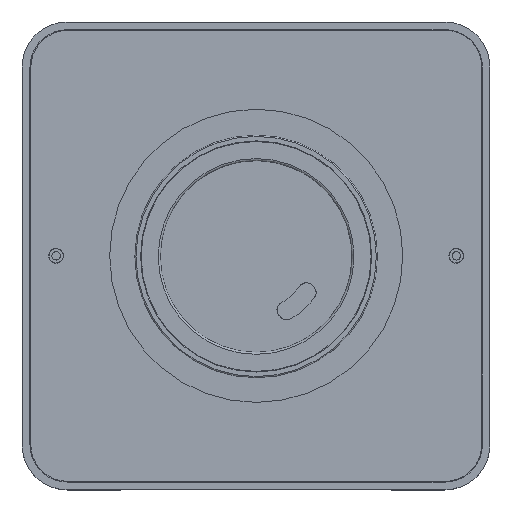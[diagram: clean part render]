
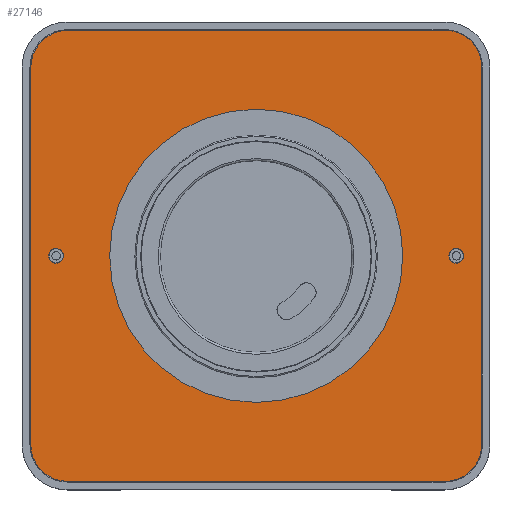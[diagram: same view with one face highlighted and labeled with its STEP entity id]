
A CAD part, top view. The second image highlights one B-rep face of the part: STEP entity #27146.
In plain terms, the highlighted planar face has unit normal (0, 0, 1).
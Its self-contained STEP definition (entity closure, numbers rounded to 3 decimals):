
#27011=CARTESIAN_POINT('',(41.5,41.5,20.));
#27012=DIRECTION('',(0.,0.,-1.));
#27013=DIRECTION('',(-1.,0.,0.));
#27014=AXIS2_PLACEMENT_3D('',#27011,#27012,#27013);
#27015=PLANE('',#27014);
#27016=CARTESIAN_POINT('',(81.535,75.143,20.));
#27017=VERTEX_POINT('',#27016);
#27018=CARTESIAN_POINT('',(81.535,8.013,20.));
#27019=VERTEX_POINT('',#27018);
#27020=CARTESIAN_POINT('',(81.535,75.143,20.));
#27021=DIRECTION('',(0.,-1.,0.));
#27022=VECTOR('',#27021,67.13);
#27023=LINE('',#27020,#27022);
#27024=EDGE_CURVE('',#27017,#27019,#27023,.T.);
#27025=ORIENTED_EDGE('',*,*,#27024,.F.);
#27026=CARTESIAN_POINT('',(75.164,81.513,20.));
#27027=VERTEX_POINT('',#27026);
#27028=CARTESIAN_POINT('',(75.164,75.143,20.));
#27029=DIRECTION('',(0.,0.,-1.));
#27030=DIRECTION('',(0.,1.,0.));
#27031=AXIS2_PLACEMENT_3D('',#27028,#27029,#27030);
#27032=CIRCLE('',#27031,6.37);
#27033=EDGE_CURVE('',#27027,#27017,#27032,.T.);
#27034=ORIENTED_EDGE('',*,*,#27033,.F.);
#27035=CARTESIAN_POINT('',(8.035,81.513,20.));
#27036=VERTEX_POINT('',#27035);
#27037=CARTESIAN_POINT('',(8.035,81.513,20.));
#27038=DIRECTION('',(1.,0.,-0.));
#27039=VECTOR('',#27038,67.13);
#27040=LINE('',#27037,#27039);
#27041=EDGE_CURVE('',#27036,#27027,#27040,.T.);
#27042=ORIENTED_EDGE('',*,*,#27041,.F.);
#27043=CARTESIAN_POINT('',(1.535,74.905,20.));
#27044=VERTEX_POINT('',#27043);
#27045=CARTESIAN_POINT('',(8.144,74.905,20.));
#27046=DIRECTION('',(0.,0.,-1.));
#27047=DIRECTION('',(-1.,0.,0.));
#27048=AXIS2_PLACEMENT_3D('',#27045,#27046,#27047);
#27049=CIRCLE('',#27048,6.609);
#27050=EDGE_CURVE('',#27044,#27036,#27049,.T.);
#27051=ORIENTED_EDGE('',*,*,#27050,.F.);
#27052=CARTESIAN_POINT('',(1.535,8.013,20.));
#27053=VERTEX_POINT('',#27052);
#27054=CARTESIAN_POINT('',(1.535,8.013,20.));
#27055=DIRECTION('',(0.,1.,0.));
#27056=VECTOR('',#27055,66.892);
#27057=LINE('',#27054,#27056);
#27058=EDGE_CURVE('',#27053,#27044,#27057,.T.);
#27059=ORIENTED_EDGE('',*,*,#27058,.F.);
#27060=CARTESIAN_POINT('',(8.035,1.513,20.));
#27061=VERTEX_POINT('',#27060);
#27062=CARTESIAN_POINT('',(8.035,8.013,20.));
#27063=DIRECTION('',(0.,0.,-1.));
#27064=DIRECTION('',(0.,-1.,0.));
#27065=AXIS2_PLACEMENT_3D('',#27062,#27063,#27064);
#27066=CIRCLE('',#27065,6.5);
#27067=EDGE_CURVE('',#27061,#27053,#27066,.T.);
#27068=ORIENTED_EDGE('',*,*,#27067,.F.);
#27069=CARTESIAN_POINT('',(74.926,1.513,20.));
#27070=VERTEX_POINT('',#27069);
#27071=CARTESIAN_POINT('',(74.926,1.513,20.));
#27072=DIRECTION('',(-1.,-0.,0.));
#27073=VECTOR('',#27072,66.892);
#27074=LINE('',#27071,#27073);
#27075=EDGE_CURVE('',#27070,#27061,#27074,.T.);
#27076=ORIENTED_EDGE('',*,*,#27075,.F.);
#27077=CARTESIAN_POINT('',(75.034,8.013,20.));
#27078=DIRECTION('',(0.,0.,-1.));
#27079=DIRECTION('',(1.,0.,0.));
#27080=AXIS2_PLACEMENT_3D('',#27077,#27078,#27079);
#27081=CIRCLE('',#27080,6.501);
#27082=EDGE_CURVE('',#27019,#27070,#27081,.T.);
#27083=ORIENTED_EDGE('',*,*,#27082,.F.);
#27084=EDGE_LOOP('',(#27025,#27034,#27042,#27051,#27059,#27068,#27076,#27083));
#27085=FACE_BOUND('',#27084,.T.);
#27086=CARTESIAN_POINT('',(4.73,41.518,20.));
#27087=VERTEX_POINT('',#27086);
#27088=CARTESIAN_POINT('',(5.659,42.771,20.));
#27089=VERTEX_POINT('',#27088);
#27090=CARTESIAN_POINT('',(6.04,41.518,20.));
#27091=DIRECTION('',(0.,0.,1.));
#27092=DIRECTION('',(-0.291,0.957,0.));
#27093=AXIS2_PLACEMENT_3D('',#27090,#27091,#27092);
#27094=CIRCLE('',#27093,1.31);
#27095=EDGE_CURVE('',#27087,#27089,#27094,.T.);
#27096=ORIENTED_EDGE('',*,*,#27095,.F.);
#27097=CARTESIAN_POINT('',(6.04,41.518,20.));
#27098=DIRECTION('',(0.,0.,1.));
#27099=DIRECTION('',(-0.291,0.957,0.));
#27100=AXIS2_PLACEMENT_3D('',#27097,#27098,#27099);
#27101=CIRCLE('',#27100,1.31);
#27102=EDGE_CURVE('',#27089,#27087,#27101,.T.);
#27103=ORIENTED_EDGE('',*,*,#27102,.F.);
#27104=EDGE_LOOP('',(#27096,#27103));
#27105=FACE_BOUND('',#27104,.T.);
#27106=CARTESIAN_POINT('',(75.73,41.518,20.));
#27107=VERTEX_POINT('',#27106);
#27108=CARTESIAN_POINT('',(78.013,40.641,20.));
#27109=VERTEX_POINT('',#27108);
#27110=CARTESIAN_POINT('',(77.04,41.518,20.));
#27111=DIRECTION('',(0.,0.,1.));
#27112=DIRECTION('',(0.743,-0.669,0.));
#27113=AXIS2_PLACEMENT_3D('',#27110,#27111,#27112);
#27114=CIRCLE('',#27113,1.31);
#27115=EDGE_CURVE('',#27107,#27109,#27114,.T.);
#27116=ORIENTED_EDGE('',*,*,#27115,.F.);
#27117=CARTESIAN_POINT('',(77.04,41.518,20.));
#27118=DIRECTION('',(0.,0.,1.));
#27119=DIRECTION('',(0.743,-0.669,0.));
#27120=AXIS2_PLACEMENT_3D('',#27117,#27118,#27119);
#27121=CIRCLE('',#27120,1.31);
#27122=EDGE_CURVE('',#27109,#27107,#27121,.T.);
#27123=ORIENTED_EDGE('',*,*,#27122,.F.);
#27124=EDGE_LOOP('',(#27116,#27123));
#27125=FACE_BOUND('',#27124,.T.);
#27126=CARTESIAN_POINT('',(15.54,41.518,20.));
#27127=VERTEX_POINT('',#27126);
#27128=CARTESIAN_POINT('',(67.54,41.518,20.));
#27129=VERTEX_POINT('',#27128);
#27130=CARTESIAN_POINT('',(41.54,41.518,20.));
#27131=DIRECTION('',(0.,0.,-1.));
#27132=DIRECTION('',(-1.,0.,0.));
#27133=AXIS2_PLACEMENT_3D('',#27130,#27131,#27132);
#27134=CIRCLE('',#27133,26.);
#27135=EDGE_CURVE('',#27127,#27129,#27134,.T.);
#27136=ORIENTED_EDGE('',*,*,#27135,.T.);
#27137=CARTESIAN_POINT('',(41.54,41.518,20.));
#27138=DIRECTION('',(0.,0.,-1.));
#27139=DIRECTION('',(-1.,0.,0.));
#27140=AXIS2_PLACEMENT_3D('',#27137,#27138,#27139);
#27141=CIRCLE('',#27140,26.);
#27142=EDGE_CURVE('',#27129,#27127,#27141,.T.);
#27143=ORIENTED_EDGE('',*,*,#27142,.T.);
#27144=EDGE_LOOP('',(#27136,#27143));
#27145=FACE_BOUND('',#27144,.T.);
#27146=ADVANCED_FACE('',(#27085,#27105,#27125,#27145),#27015,.F.);
